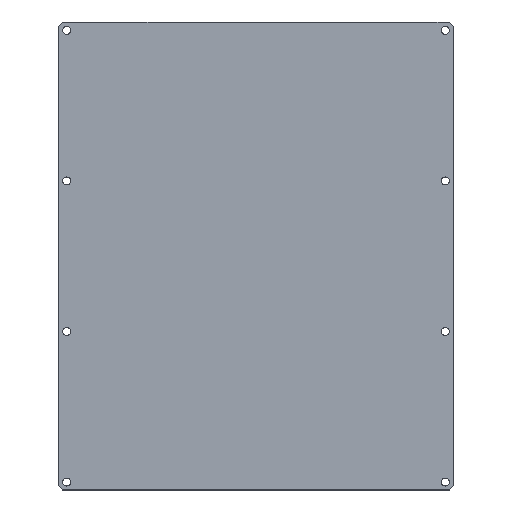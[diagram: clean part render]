
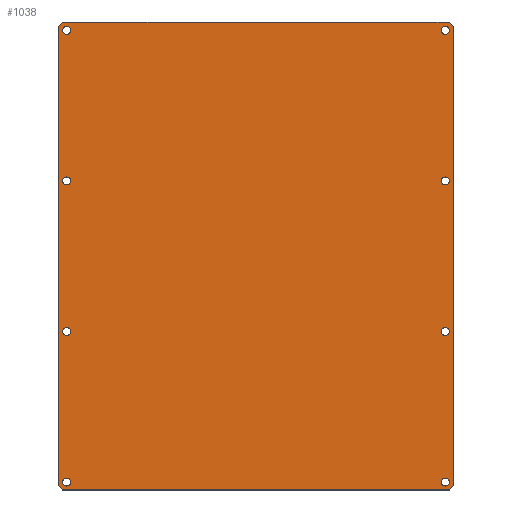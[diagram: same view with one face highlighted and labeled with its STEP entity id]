
A CAD part, top view. The second image highlights one B-rep face of the part: STEP entity #1038.
In plain terms, the highlighted planar face has unit normal (0, 0, 1).
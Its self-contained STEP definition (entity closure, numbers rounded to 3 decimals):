
#15=FACE_BOUND('',#187,.T.);
#16=FACE_BOUND('',#188,.T.);
#17=FACE_BOUND('',#189,.T.);
#18=FACE_BOUND('',#190,.T.);
#19=FACE_BOUND('',#191,.T.);
#20=FACE_BOUND('',#192,.T.);
#21=FACE_BOUND('',#193,.T.);
#22=FACE_BOUND('',#194,.T.);
#33=CIRCLE('',#1068,1.8);
#35=CIRCLE('',#1071,1.8);
#37=CIRCLE('',#1074,1.8);
#39=CIRCLE('',#1077,1.8);
#41=CIRCLE('',#1080,1.8);
#43=CIRCLE('',#1083,1.8);
#45=CIRCLE('',#1086,1.8);
#47=CIRCLE('',#1089,1.8);
#80=PLANE('',#1101);
#133=FACE_OUTER_BOUND('',#186,.T.);
#186=EDGE_LOOP('',(#900,#901,#902,#903,#904,#905,#906,#907,#908,#909));
#187=EDGE_LOOP('',(#910));
#188=EDGE_LOOP('',(#911));
#189=EDGE_LOOP('',(#912));
#190=EDGE_LOOP('',(#913));
#191=EDGE_LOOP('',(#914));
#192=EDGE_LOOP('',(#915));
#193=EDGE_LOOP('',(#916));
#194=EDGE_LOOP('',(#917));
#269=LINE('',#1878,#360);
#272=LINE('',#1884,#363);
#275=LINE('',#1890,#366);
#278=LINE('',#1896,#369);
#281=LINE('',#1902,#372);
#284=LINE('',#1908,#375);
#287=LINE('',#1914,#378);
#290=LINE('',#1920,#381);
#293=LINE('',#1926,#384);
#296=LINE('',#1930,#387);
#360=VECTOR('',#1244,10.);
#363=VECTOR('',#1249,10.);
#366=VECTOR('',#1254,10.);
#369=VECTOR('',#1259,10.);
#372=VECTOR('',#1264,10.);
#375=VECTOR('',#1269,10.);
#378=VECTOR('',#1274,10.);
#381=VECTOR('',#1279,10.);
#384=VECTOR('',#1284,10.);
#387=VECTOR('',#1289,10.);
#490=VERTEX_POINT('',#1824);
#492=VERTEX_POINT('',#1830);
#494=VERTEX_POINT('',#1836);
#496=VERTEX_POINT('',#1842);
#498=VERTEX_POINT('',#1848);
#500=VERTEX_POINT('',#1854);
#502=VERTEX_POINT('',#1860);
#504=VERTEX_POINT('',#1866);
#508=VERTEX_POINT('',#1875);
#509=VERTEX_POINT('',#1877);
#511=VERTEX_POINT('',#1883);
#513=VERTEX_POINT('',#1889);
#515=VERTEX_POINT('',#1895);
#517=VERTEX_POINT('',#1901);
#519=VERTEX_POINT('',#1907);
#521=VERTEX_POINT('',#1913);
#523=VERTEX_POINT('',#1919);
#525=VERTEX_POINT('',#1925);
#619=EDGE_CURVE('',#490,#490,#33,.T.);
#622=EDGE_CURVE('',#492,#492,#35,.T.);
#625=EDGE_CURVE('',#494,#494,#37,.T.);
#628=EDGE_CURVE('',#496,#496,#39,.T.);
#631=EDGE_CURVE('',#498,#498,#41,.T.);
#634=EDGE_CURVE('',#500,#500,#43,.T.);
#637=EDGE_CURVE('',#502,#502,#45,.T.);
#640=EDGE_CURVE('',#504,#504,#47,.T.);
#645=EDGE_CURVE('',#509,#508,#269,.T.);
#648=EDGE_CURVE('',#511,#509,#272,.T.);
#651=EDGE_CURVE('',#513,#511,#275,.T.);
#654=EDGE_CURVE('',#515,#513,#278,.T.);
#657=EDGE_CURVE('',#517,#515,#281,.T.);
#660=EDGE_CURVE('',#519,#517,#284,.T.);
#663=EDGE_CURVE('',#521,#519,#287,.T.);
#666=EDGE_CURVE('',#523,#521,#290,.T.);
#669=EDGE_CURVE('',#525,#523,#293,.T.);
#672=EDGE_CURVE('',#508,#525,#296,.T.);
#900=ORIENTED_EDGE('',*,*,#672,.T.);
#901=ORIENTED_EDGE('',*,*,#669,.T.);
#902=ORIENTED_EDGE('',*,*,#666,.T.);
#903=ORIENTED_EDGE('',*,*,#663,.T.);
#904=ORIENTED_EDGE('',*,*,#660,.T.);
#905=ORIENTED_EDGE('',*,*,#657,.T.);
#906=ORIENTED_EDGE('',*,*,#654,.T.);
#907=ORIENTED_EDGE('',*,*,#651,.T.);
#908=ORIENTED_EDGE('',*,*,#648,.T.);
#909=ORIENTED_EDGE('',*,*,#645,.T.);
#910=ORIENTED_EDGE('',*,*,#640,.T.);
#911=ORIENTED_EDGE('',*,*,#637,.T.);
#912=ORIENTED_EDGE('',*,*,#634,.T.);
#913=ORIENTED_EDGE('',*,*,#631,.T.);
#914=ORIENTED_EDGE('',*,*,#628,.T.);
#915=ORIENTED_EDGE('',*,*,#625,.T.);
#916=ORIENTED_EDGE('',*,*,#622,.T.);
#917=ORIENTED_EDGE('',*,*,#619,.T.);
#1038=ADVANCED_FACE('',(#133,#15,#16,#17,#18,#19,#20,#21,#22),#80,.T.);
#1068=AXIS2_PLACEMENT_3D('',#1825,#1186,#1187);
#1071=AXIS2_PLACEMENT_3D('',#1831,#1193,#1194);
#1074=AXIS2_PLACEMENT_3D('',#1837,#1200,#1201);
#1077=AXIS2_PLACEMENT_3D('',#1843,#1207,#1208);
#1080=AXIS2_PLACEMENT_3D('',#1849,#1214,#1215);
#1083=AXIS2_PLACEMENT_3D('',#1855,#1221,#1222);
#1086=AXIS2_PLACEMENT_3D('',#1861,#1228,#1229);
#1089=AXIS2_PLACEMENT_3D('',#1867,#1235,#1236);
#1101=AXIS2_PLACEMENT_3D('',#1931,#1290,#1291);
#1186=DIRECTION('center_axis',(0.,0.,-1.));
#1187=DIRECTION('ref_axis',(1.,0.,0.));
#1193=DIRECTION('center_axis',(0.,0.,-1.));
#1194=DIRECTION('ref_axis',(1.,0.,0.));
#1200=DIRECTION('center_axis',(0.,0.,-1.));
#1201=DIRECTION('ref_axis',(1.,0.,0.));
#1207=DIRECTION('center_axis',(0.,0.,-1.));
#1208=DIRECTION('ref_axis',(1.,0.,0.));
#1214=DIRECTION('center_axis',(0.,0.,-1.));
#1215=DIRECTION('ref_axis',(1.,0.,0.));
#1221=DIRECTION('center_axis',(0.,0.,-1.));
#1222=DIRECTION('ref_axis',(1.,0.,0.));
#1228=DIRECTION('center_axis',(0.,0.,-1.));
#1229=DIRECTION('ref_axis',(1.,0.,0.));
#1235=DIRECTION('center_axis',(0.,0.,-1.));
#1236=DIRECTION('ref_axis',(1.,0.,0.));
#1244=DIRECTION('',(0.707,-0.707,0.));
#1249=DIRECTION('',(0.,-1.,0.));
#1254=DIRECTION('',(-0.707,-0.707,0.));
#1259=DIRECTION('',(-1.,0.,0.));
#1264=DIRECTION('',(-1.,0.,0.));
#1269=DIRECTION('',(-1.,0.,0.));
#1274=DIRECTION('',(-0.707,0.707,0.));
#1279=DIRECTION('',(0.,1.,0.));
#1284=DIRECTION('',(0.707,0.707,0.));
#1289=DIRECTION('',(1.,0.,0.));
#1290=DIRECTION('center_axis',(0.,0.,1.));
#1291=DIRECTION('ref_axis',(1.,0.,0.));
#1824=CARTESIAN_POINT('',(83.7,-34.,126.8));
#1825=CARTESIAN_POINT('Origin',(85.5,-34.,126.8));
#1830=CARTESIAN_POINT('',(-87.3,-34.,126.8));
#1831=CARTESIAN_POINT('Origin',(-85.5,-34.,126.8));
#1836=CARTESIAN_POINT('',(-87.3,102.,126.8));
#1837=CARTESIAN_POINT('Origin',(-85.5,102.,126.8));
#1842=CARTESIAN_POINT('',(-87.3,170.,126.8));
#1843=CARTESIAN_POINT('Origin',(-85.5,170.,126.8));
#1848=CARTESIAN_POINT('',(83.7,102.,126.8));
#1849=CARTESIAN_POINT('Origin',(85.5,102.,126.8));
#1854=CARTESIAN_POINT('',(83.7,170.,126.8));
#1855=CARTESIAN_POINT('Origin',(85.5,170.,126.8));
#1860=CARTESIAN_POINT('',(-87.3,34.,126.8));
#1861=CARTESIAN_POINT('Origin',(-85.5,34.,126.8));
#1866=CARTESIAN_POINT('',(83.7,34.,126.8));
#1867=CARTESIAN_POINT('Origin',(85.5,34.,126.8));
#1875=CARTESIAN_POINT('',(-87.417,-37.594,126.8));
#1877=CARTESIAN_POINT('',(-89.3,-35.711,126.8));
#1878=CARTESIAN_POINT('',(-87.417,-37.594,126.8));
#1883=CARTESIAN_POINT('',(-89.3,171.917,126.8));
#1884=CARTESIAN_POINT('',(-89.3,-35.711,126.8));
#1889=CARTESIAN_POINT('',(-87.417,173.8,126.8));
#1890=CARTESIAN_POINT('',(-89.3,171.917,126.8));
#1895=CARTESIAN_POINT('',(-77.3,173.8,126.8));
#1896=CARTESIAN_POINT('',(-87.417,173.8,126.8));
#1901=CARTESIAN_POINT('',(77.5,173.8,126.8));
#1902=CARTESIAN_POINT('',(-77.3,173.8,126.8));
#1907=CARTESIAN_POINT('',(87.417,173.8,126.8));
#1908=CARTESIAN_POINT('',(77.5,173.8,126.8));
#1913=CARTESIAN_POINT('',(89.3,171.917,126.8));
#1914=CARTESIAN_POINT('',(87.417,173.8,126.8));
#1919=CARTESIAN_POINT('',(89.3,-35.711,126.8));
#1920=CARTESIAN_POINT('',(89.3,171.917,126.8));
#1925=CARTESIAN_POINT('',(87.417,-37.594,126.8));
#1926=CARTESIAN_POINT('',(89.3,-35.711,126.8));
#1930=CARTESIAN_POINT('',(-87.417,-37.594,126.8));
#1931=CARTESIAN_POINT('Origin',(0.,68.103,126.8));
